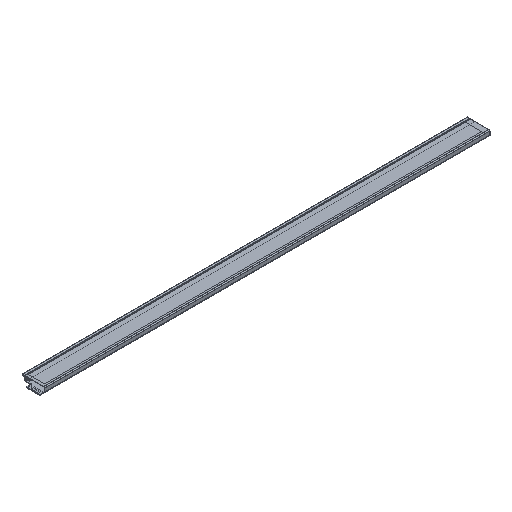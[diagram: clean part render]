
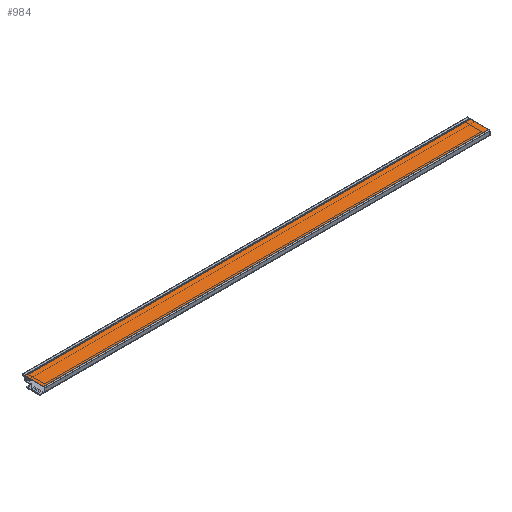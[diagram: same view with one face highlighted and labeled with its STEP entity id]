
A CAD part, isometric view. The second image highlights one B-rep face of the part: STEP entity #984.
In plain terms, the highlighted planar face has unit normal (0, 0, 1).
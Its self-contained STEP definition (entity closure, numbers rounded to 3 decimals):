
#9 = CARTESIAN_POINT ( 'NONE',  ( 298.7, 0., 0. ) ) ;
#24 = CARTESIAN_POINT ( 'NONE',  ( 298.7, 0.7, 0. ) ) ;
#53 = VERTEX_POINT ( 'NONE', #671 ) ;
#88 = DIRECTION ( 'NONE',  ( 0., 0., -1. ) ) ;
#200 = VERTEX_POINT ( 'NONE', #24 ) ;
#331 = LINE ( 'NONE', #2094, #2658 ) ;
#348 = ORIENTED_EDGE ( 'NONE', *, *, #660, .T. ) ;
#356 = CARTESIAN_POINT ( 'NONE',  ( -2., 0.7, 0. ) ) ;
#365 = LINE ( 'NONE', #9, #2140 ) ;
#569 = DIRECTION ( 'NONE',  ( -1., 0., 0. ) ) ;
#574 = ORIENTED_EDGE ( 'NONE', *, *, #2597, .T. ) ;
#660 = EDGE_CURVE ( 'NONE', #1341, #53, #1887, .T. ) ;
#671 = CARTESIAN_POINT ( 'NONE',  ( -2., 13.4, 0. ) ) ;
#715 = FACE_OUTER_BOUND ( 'NONE', #2291, .T. ) ;
#984 = ADVANCED_FACE ( 'NONE', ( #715 ), #1454, .F. ) ;
#1341 = VERTEX_POINT ( 'NONE', #2304 ) ;
#1389 = DIRECTION ( 'NONE',  ( 0., -1., 0. ) ) ;
#1454 = PLANE ( 'NONE',  #1864 ) ;
#1532 = ORIENTED_EDGE ( 'NONE', *, *, #2292, .T. ) ;
#1780 = DIRECTION ( 'NONE',  ( 0., 1., 0. ) ) ;
#1864 = AXIS2_PLACEMENT_3D ( 'NONE', #2157, #88, #569 ) ;
#1887 = LINE ( 'NONE', #2026, #2249 ) ;
#1904 = VERTEX_POINT ( 'NONE', #356 ) ;
#1918 = LINE ( 'NONE', #2719, #2689 ) ;
#2026 = CARTESIAN_POINT ( 'NONE',  ( -2., 13.4, 0. ) ) ;
#2072 = ORIENTED_EDGE ( 'NONE', *, *, #2779, .T. ) ;
#2094 = CARTESIAN_POINT ( 'NONE',  ( -2., 0.7, 0. ) ) ;
#2118 = DIRECTION ( 'NONE',  ( 1., 0., 0. ) ) ;
#2140 = VECTOR ( 'NONE', #1780, 1000. ) ;
#2157 = CARTESIAN_POINT ( 'NONE',  ( 0., 0., 0. ) ) ;
#2249 = VECTOR ( 'NONE', #2706, 1000. ) ;
#2291 = EDGE_LOOP ( 'NONE', ( #2072, #1532, #348, #574 ) ) ;
#2292 = EDGE_CURVE ( 'NONE', #200, #1341, #365, .T. ) ;
#2304 = CARTESIAN_POINT ( 'NONE',  ( 298.7, 13.4, 0. ) ) ;
#2597 = EDGE_CURVE ( 'NONE', #53, #1904, #1918, .T. ) ;
#2658 = VECTOR ( 'NONE', #2118, 1000. ) ;
#2689 = VECTOR ( 'NONE', #1389, 1000. ) ;
#2706 = DIRECTION ( 'NONE',  ( -1., 0., 0. ) ) ;
#2719 = CARTESIAN_POINT ( 'NONE',  ( -2., 0., 0. ) ) ;
#2779 = EDGE_CURVE ( 'NONE', #1904, #200, #331, .T. ) ;
